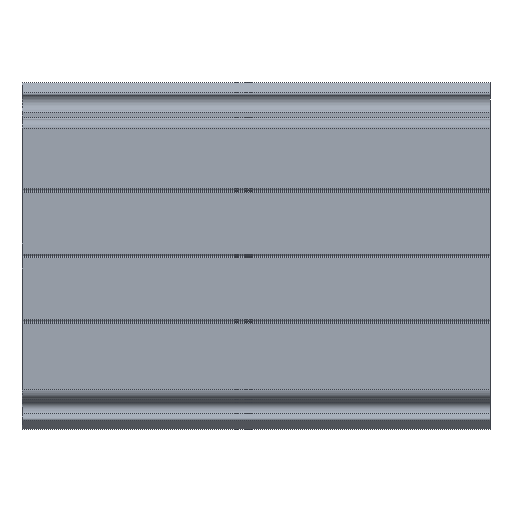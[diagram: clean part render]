
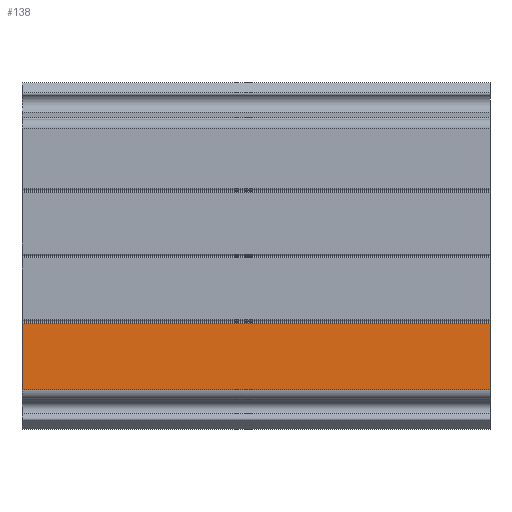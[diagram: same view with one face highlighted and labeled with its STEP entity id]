
A CAD part, left-side view. The second image highlights one B-rep face of the part: STEP entity #138.
In plain terms, the highlighted planar face has unit normal (-1, 0, 0).
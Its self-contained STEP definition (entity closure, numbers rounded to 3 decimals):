
#138 = ADVANCED_FACE( '', ( #377 ), #378, .F. );
#377 = FACE_OUTER_BOUND( '', #714, .T. );
#378 = PLANE( '', #715 );
#714 = EDGE_LOOP( '', ( #1055, #1056, #1057, #1058 ) );
#715 = AXIS2_PLACEMENT_3D( '', #1059, #1060, #1061 );
#1055 = ORIENTED_EDGE( '', *, *, #2137, .T. );
#1056 = ORIENTED_EDGE( '', *, *, #2138, .F. );
#1057 = ORIENTED_EDGE( '', *, *, #2139, .F. );
#1058 = ORIENTED_EDGE( '', *, *, #2140, .T. );
#1059 = CARTESIAN_POINT( '', ( -6., 100., -28.6 ) );
#1060 = DIRECTION( '', ( 1., 0., 0. ) );
#1061 = DIRECTION( '', ( 0., 0., -1. ) );
#2137 = EDGE_CURVE( '', #2579, #2580, #2581, .T. );
#2138 = EDGE_CURVE( '', #2582, #2580, #2583, .T. );
#2139 = EDGE_CURVE( '', #2584, #2582, #2585, .T. );
#2140 = EDGE_CURVE( '', #2584, #2579, #2586, .T. );
#2579 = VERTEX_POINT( '', #3235 );
#2580 = VERTEX_POINT( '', #3236 );
#2581 = LINE( '', #3237, #3238 );
#2582 = VERTEX_POINT( '', #3239 );
#2583 = LINE( '', #3240, #3241 );
#2584 = VERTEX_POINT( '', #3242 );
#2585 = LINE( '', #3243, #3244 );
#2586 = LINE( '', #3245, #3246 );
#3235 = CARTESIAN_POINT( '', ( -6., 0., -28.6 ) );
#3236 = CARTESIAN_POINT( '', ( -6., 0., -14.4 ) );
#3237 = CARTESIAN_POINT( '', ( -6., 0., -28.6 ) );
#3238 = VECTOR( '', #4082, 1000. );
#3239 = CARTESIAN_POINT( '', ( -6., 100., -14.4 ) );
#3240 = CARTESIAN_POINT( '', ( -6., 100., -14.4 ) );
#3241 = VECTOR( '', #4083, 1000. );
#3242 = CARTESIAN_POINT( '', ( -6., 100., -28.6 ) );
#3243 = CARTESIAN_POINT( '', ( -6., 100., -28.6 ) );
#3244 = VECTOR( '', #4084, 1000. );
#3245 = CARTESIAN_POINT( '', ( -6., 100., -28.6 ) );
#3246 = VECTOR( '', #4085, 1000. );
#4082 = DIRECTION( '', ( 0., 0., 1. ) );
#4083 = DIRECTION( '', ( 0., -1., 0. ) );
#4084 = DIRECTION( '', ( 0., 0., 1. ) );
#4085 = DIRECTION( '', ( 0., -1., 0. ) );
